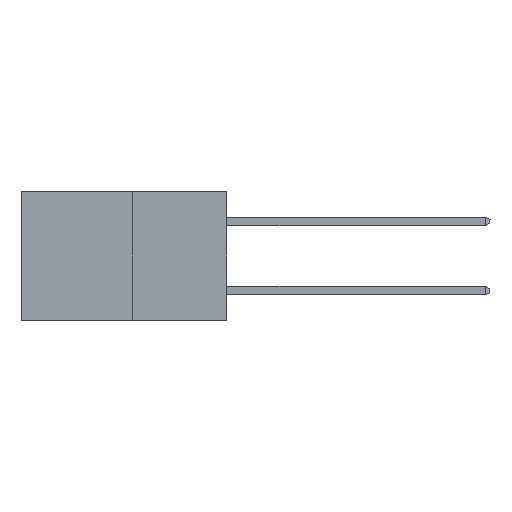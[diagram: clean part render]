
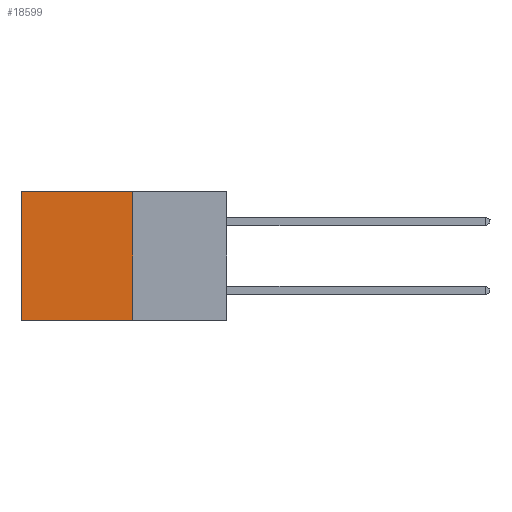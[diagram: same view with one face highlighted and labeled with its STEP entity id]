
A CAD part, left-side view. The second image highlights one B-rep face of the part: STEP entity #18599.
In plain terms, the highlighted planar face has unit normal (-1, 0, 0).
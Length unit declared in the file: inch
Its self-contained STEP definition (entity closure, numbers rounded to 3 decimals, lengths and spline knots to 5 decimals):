
#129 = LINE ( 'NONE', #18625, #11584 ) ;
#888 = CARTESIAN_POINT ( 'NONE',  ( 0.277, 0.59, -0.37 ) ) ;
#1389 = VECTOR ( 'NONE', #5107, 39.37008 ) ;
#1860 = LINE ( 'NONE', #888, #1389 ) ;
#1881 = EDGE_LOOP ( 'NONE', ( #2008, #17569, #4307, #6878 ) ) ;
#2008 = ORIENTED_EDGE ( 'NONE', *, *, #10793, .T. ) ;
#2617 = DIRECTION ( 'NONE',  ( 0., 1., 0. ) ) ;
#2708 = CARTESIAN_POINT ( 'NONE',  ( 0.277, 0.27, 0. ) ) ;
#2831 = CARTESIAN_POINT ( 'NONE',  ( 0.277, 0.27, 0. ) ) ;
#4307 = ORIENTED_EDGE ( 'NONE', *, *, #15216, .F. ) ;
#5107 = DIRECTION ( 'NONE',  ( 0., 0., -1. ) ) ;
#5180 = VERTEX_POINT ( 'NONE', #13434 ) ;
#5440 = CARTESIAN_POINT ( 'NONE',  ( 0.277, 0.27, -0.37 ) ) ;
#5611 = VECTOR ( 'NONE', #2617, 39.37008 ) ;
#5988 = AXIS2_PLACEMENT_3D ( 'NONE', #5440, #15677, #6948 ) ;
#6319 = VECTOR ( 'NONE', #6819, 39.37008 ) ;
#6798 = CARTESIAN_POINT ( 'NONE',  ( 0.277, 0.27, -0.37 ) ) ;
#6819 = DIRECTION ( 'NONE',  ( 0., 1., 0. ) ) ;
#6878 = ORIENTED_EDGE ( 'NONE', *, *, #9675, .T. ) ;
#6948 = DIRECTION ( 'NONE',  ( 0., 0., -1. ) ) ;
#7514 = FACE_OUTER_BOUND ( 'NONE', #1881, .T. ) ;
#9380 = EDGE_CURVE ( 'NONE', #10298, #12869, #13707, .T. ) ;
#9660 = VERTEX_POINT ( 'NONE', #2831 ) ;
#9675 = EDGE_CURVE ( 'NONE', #9660, #5180, #13042, .T. ) ;
#10298 = VERTEX_POINT ( 'NONE', #17300 ) ;
#10793 = EDGE_CURVE ( 'NONE', #5180, #12869, #1860, .T. ) ;
#11584 = VECTOR ( 'NONE', #18446, 39.37008 ) ;
#12840 = PLANE ( 'NONE',  #5988 ) ;
#12869 = VERTEX_POINT ( 'NONE', #16248 ) ;
#13042 = LINE ( 'NONE', #2708, #5611 ) ;
#13434 = CARTESIAN_POINT ( 'NONE',  ( 0.277, 0.59, 0. ) ) ;
#13707 = LINE ( 'NONE', #6798, #6319 ) ;
#15216 = EDGE_CURVE ( 'NONE', #9660, #10298, #129, .T. ) ;
#15677 = DIRECTION ( 'NONE',  ( 1., 0., 0. ) ) ;
#16248 = CARTESIAN_POINT ( 'NONE',  ( 0.277, 0.59, -0.37 ) ) ;
#17300 = CARTESIAN_POINT ( 'NONE',  ( 0.277, 0.27, -0.37 ) ) ;
#17569 = ORIENTED_EDGE ( 'NONE', *, *, #9380, .F. ) ;
#18446 = DIRECTION ( 'NONE',  ( 0., 0., -1. ) ) ;
#18599 = ADVANCED_FACE ( 'NONE', ( #7514 ), #12840, .F. ) ;
#18625 = CARTESIAN_POINT ( 'NONE',  ( 0.277, 0.27, -0.37 ) ) ;
